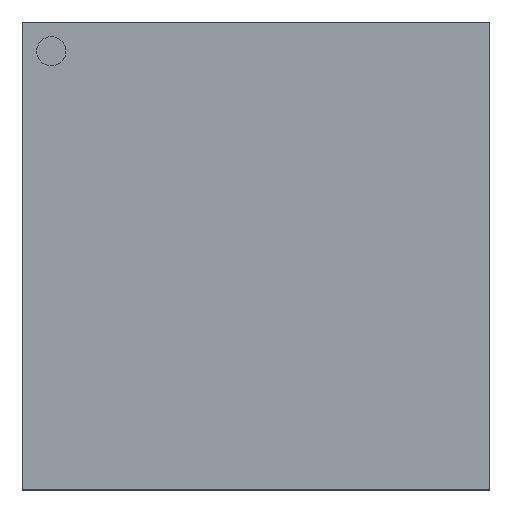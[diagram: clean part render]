
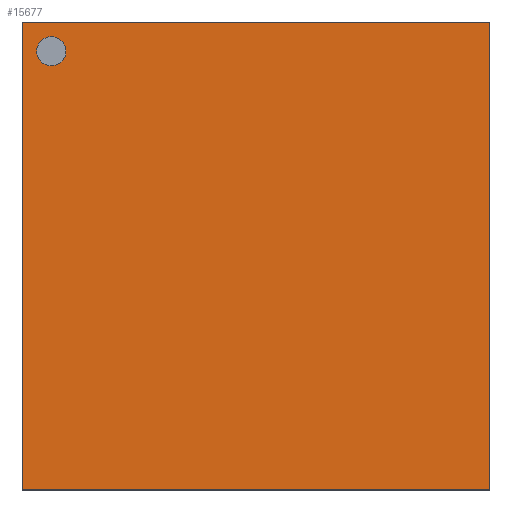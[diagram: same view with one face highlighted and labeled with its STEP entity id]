
A CAD part, top view. The second image highlights one B-rep face of the part: STEP entity #15677.
In plain terms, the highlighted planar face has unit normal (0, 0, 1).
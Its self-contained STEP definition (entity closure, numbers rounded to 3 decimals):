
#15565=CARTESIAN_POINT('',(-3.25,3.5,1.2));
#15566=VERTEX_POINT('',#15565);
#15582=CARTESIAN_POINT('',(-3.75,3.5,1.2));
#15583=VERTEX_POINT('',#15582);
#15590=CARTESIAN_POINT('',(-3.5,3.5,1.2));
#15591=DIRECTION('',(0.0,0.0,-1.0));
#15592=DIRECTION('',(1.0,0.0,0.0));
#15593=AXIS2_PLACEMENT_3D('',#15590,#15591,#15592);
#15594=CIRCLE('',#15593,0.25);
#15595=EDGE_CURVE('',#15566,#15583,#15594,.T.);
#15606=CARTESIAN_POINT('',(-3.5,3.5,1.2));
#15607=DIRECTION('',(0.0,0.0,-1.0));
#15608=DIRECTION('',(1.0,0.0,0.0));
#15609=AXIS2_PLACEMENT_3D('',#15606,#15607,#15608);
#15610=CIRCLE('',#15609,0.25);
#15611=EDGE_CURVE('',#15583,#15566,#15610,.T.);
#15634=CARTESIAN_POINT('',(0.0,0.0,1.2));
#15635=DIRECTION('',(0.0,0.0,1.0));
#15636=DIRECTION('',(0.0,-1.0,0.0));
#15637=AXIS2_PLACEMENT_3D('',#15634,#15635,#15636);
#15638=PLANE('',#15637);
#15639=CARTESIAN_POINT('',(-4.,-4.,1.2));
#15640=VERTEX_POINT('',#15639);
#15641=CARTESIAN_POINT('',(4.,-4.0,1.2));
#15642=VERTEX_POINT('',#15641);
#15643=CARTESIAN_POINT('',(-4.,-4.,1.2));
#15644=DIRECTION('',(1.0,0.0,0.0));
#15645=VECTOR('',#15644,8.0);
#15646=LINE('',#15643,#15645);
#15647=EDGE_CURVE('',#15640,#15642,#15646,.T.);
#15648=ORIENTED_EDGE('',*,*,#15647,.T.);
#15649=CARTESIAN_POINT('',(4.,4.,1.2));
#15650=VERTEX_POINT('',#15649);
#15651=CARTESIAN_POINT('',(4.,-4.0,1.2));
#15652=DIRECTION('',(0.0,1.0,0.0));
#15653=VECTOR('',#15652,8.);
#15654=LINE('',#15651,#15653);
#15655=EDGE_CURVE('',#15642,#15650,#15654,.T.);
#15656=ORIENTED_EDGE('',*,*,#15655,.T.);
#15657=CARTESIAN_POINT('',(-4.,4.0,1.2));
#15658=VERTEX_POINT('',#15657);
#15659=CARTESIAN_POINT('',(4.,4.,1.2));
#15660=DIRECTION('',(-1.0,0.0,0.0));
#15661=VECTOR('',#15660,8.0);
#15662=LINE('',#15659,#15661);
#15663=EDGE_CURVE('',#15650,#15658,#15662,.T.);
#15664=ORIENTED_EDGE('',*,*,#15663,.T.);
#15665=CARTESIAN_POINT('',(-4.,4.0,1.2));
#15666=DIRECTION('',(0.0,-1.0,0.0));
#15667=VECTOR('',#15666,8.);
#15668=LINE('',#15665,#15667);
#15669=EDGE_CURVE('',#15658,#15640,#15668,.T.);
#15670=ORIENTED_EDGE('',*,*,#15669,.T.);
#15671=EDGE_LOOP('',(#15648,#15656,#15664,#15670));
#15672=FACE_OUTER_BOUND('',#15671,.T.);
#15673=ORIENTED_EDGE('',*,*,#15595,.T.);
#15674=ORIENTED_EDGE('',*,*,#15611,.T.);
#15675=EDGE_LOOP('',(#15673,#15674));
#15676=FACE_BOUND('',#15675,.T.);
#15677=ADVANCED_FACE('',(#15672,#15676),#15638,.T.);
